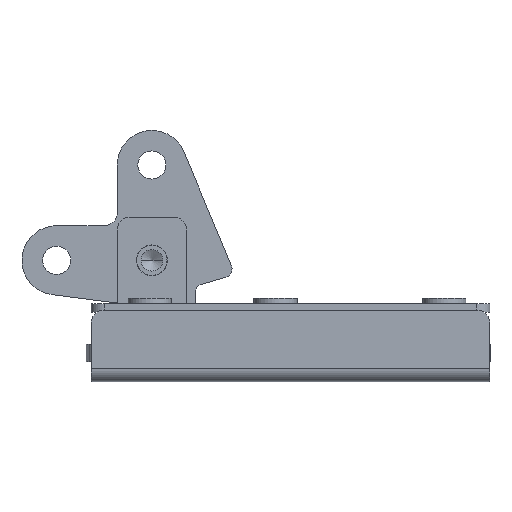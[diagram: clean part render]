
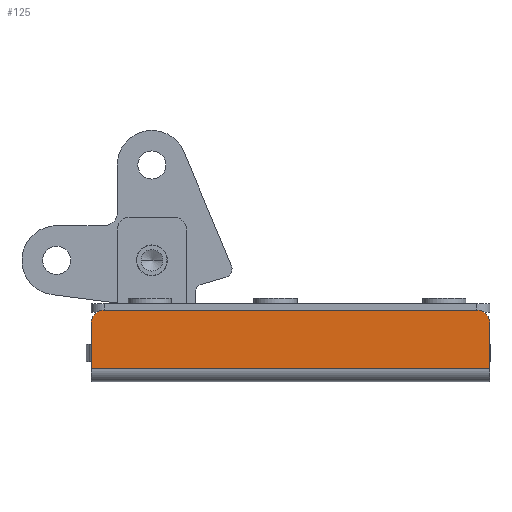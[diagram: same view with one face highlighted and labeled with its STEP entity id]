
A CAD part, left-side view. The second image highlights one B-rep face of the part: STEP entity #125.
In plain terms, the highlighted planar face has unit normal (-1, 0, 0).
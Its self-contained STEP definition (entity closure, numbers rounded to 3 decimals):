
#97 = EDGE_CURVE ( 'NONE', #411, #100, #2608, .T. ) ;
#100 = VERTEX_POINT ( 'NONE', #2597 ) ;
#114 = EDGE_CURVE ( 'NONE', #100, #122, #2579, .T. ) ;
#117 = ORIENTED_EDGE ( 'NONE', *, *, #393, .T. ) ;
#118 = ORIENTED_EDGE ( 'NONE', *, *, #120, .T. ) ;
#119 = ORIENTED_EDGE ( 'NONE', *, *, #97, .T. ) ;
#120 = EDGE_CURVE ( 'NONE', #392, #410, #2633, .T. ) ;
#121 = ORIENTED_EDGE ( 'NONE', *, *, #406, .T. ) ;
#122 = VERTEX_POINT ( 'NONE', #2629 ) ;
#123 = EDGE_LOOP ( 'NONE', ( #117, #118, #121, #119, #132, #129 ) ) ;
#125 = ADVANCED_FACE ( 'NONE', ( #2628 ), #2627, .T. ) ;
#129 = ORIENTED_EDGE ( 'NONE', *, *, #131, .T. ) ;
#131 = EDGE_CURVE ( 'NONE', #122, #458, #2615, .T. ) ;
#132 = ORIENTED_EDGE ( 'NONE', *, *, #114, .T. ) ;
#392 = VERTEX_POINT ( 'NONE', #2998 ) ;
#393 = EDGE_CURVE ( 'NONE', #458, #392, #3059, .T. ) ;
#406 = EDGE_CURVE ( 'NONE', #410, #411, #3045, .T. ) ;
#410 = VERTEX_POINT ( 'NONE', #3036 ) ;
#411 = VERTEX_POINT ( 'NONE', #3035 ) ;
#458 = VERTEX_POINT ( 'NONE', #3142 ) ;
#2579 = LINE ( 'NONE', #2644, #2643 ) ;
#2597 = CARTESIAN_POINT ( 'NONE',  ( -21., -27., 13.5 ) ) ;
#2604 = DIRECTION ( 'NONE',  ( 0., 0., 1. ) ) ;
#2605 = DIRECTION ( 'NONE',  ( -1., 0., 0. ) ) ;
#2606 = CARTESIAN_POINT ( 'NONE',  ( -21., -27., 10.5 ) ) ;
#2607 = AXIS2_PLACEMENT_3D ( 'NONE', #2606, #2605, #2604 ) ;
#2608 = CIRCLE ( 'NONE', #2607, 3. ) ;
#2612 = DIRECTION ( 'NONE',  ( -1., 0., 0. ) ) ;
#2613 = CARTESIAN_POINT ( 'NONE',  ( -21., 59., 10.5 ) ) ;
#2614 = AXIS2_PLACEMENT_3D ( 'NONE', #2613, #2612, #2674 ) ;
#2615 = CIRCLE ( 'NONE', #2614, 3. ) ;
#2623 = DIRECTION ( 'NONE',  ( 0., 0., 1. ) ) ;
#2624 = DIRECTION ( 'NONE',  ( -1., 0., 0. ) ) ;
#2625 = CARTESIAN_POINT ( 'NONE',  ( -21., -27., 10.5 ) ) ;
#2626 = AXIS2_PLACEMENT_3D ( 'NONE', #2625, #2624, #2623 ) ;
#2627 = PLANE ( 'NONE',  #2626 ) ;
#2628 = FACE_OUTER_BOUND ( 'NONE', #123, .T. ) ;
#2629 = CARTESIAN_POINT ( 'NONE',  ( -21., 59., 13.5 ) ) ;
#2630 = DIRECTION ( 'NONE',  ( 0., -1., 0. ) ) ;
#2631 = VECTOR ( 'NONE', #2630, 1000. ) ;
#2632 = CARTESIAN_POINT ( 'NONE',  ( -21., -30., 0. ) ) ;
#2633 = LINE ( 'NONE', #2632, #2631 ) ;
#2642 = DIRECTION ( 'NONE',  ( 0., 1., 0. ) ) ;
#2643 = VECTOR ( 'NONE', #2642, 1000. ) ;
#2644 = CARTESIAN_POINT ( 'NONE',  ( -21., 59., 13.5 ) ) ;
#2674 = DIRECTION ( 'NONE',  ( 0., 0., -1. ) ) ;
#2998 = CARTESIAN_POINT ( 'NONE',  ( -21., 62., 0. ) ) ;
#3035 = CARTESIAN_POINT ( 'NONE',  ( -21., -30., 10.5 ) ) ;
#3036 = CARTESIAN_POINT ( 'NONE',  ( -21., -30., 0. ) ) ;
#3042 = DIRECTION ( 'NONE',  ( 0., 0., 1. ) ) ;
#3043 = VECTOR ( 'NONE', #3042, 1000. ) ;
#3044 = CARTESIAN_POINT ( 'NONE',  ( -21., -30., -3. ) ) ;
#3045 = LINE ( 'NONE', #3044, #3043 ) ;
#3056 = DIRECTION ( 'NONE',  ( 0., 0., -1. ) ) ;
#3057 = VECTOR ( 'NONE', #3056, 1000. ) ;
#3058 = CARTESIAN_POINT ( 'NONE',  ( -21., 62., -3. ) ) ;
#3059 = LINE ( 'NONE', #3058, #3057 ) ;
#3142 = CARTESIAN_POINT ( 'NONE',  ( -21., 62., 10.5 ) ) ;
